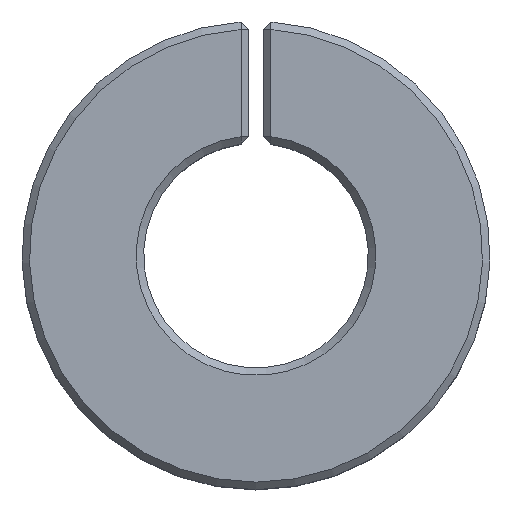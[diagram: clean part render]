
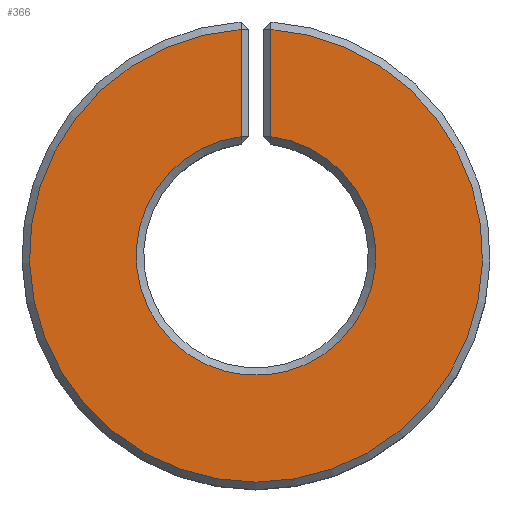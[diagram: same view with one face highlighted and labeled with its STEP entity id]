
A CAD part, top view. The second image highlights one B-rep face of the part: STEP entity #366.
In plain terms, the highlighted planar face has unit normal (0, 0, 1).
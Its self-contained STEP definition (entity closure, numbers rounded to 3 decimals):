
#21=CIRCLE('',#402,6.4);
#23=CIRCLE('',#407,12.1);
#54=FACE_OUTER_BOUND('',#80,.T.);
#80=EDGE_LOOP('',(#317,#318,#319,#320));
#107=LINE('',#612,#139);
#111=LINE('',#621,#143);
#139=VECTOR('',#483,10.);
#143=VECTOR('',#497,10.);
#154=VERTEX_POINT('',#520);
#157=VERTEX_POINT('',#529);
#160=VERTEX_POINT('',#538);
#166=VERTEX_POINT('',#556);
#215=EDGE_CURVE('',#157,#166,#107,.T.);
#217=EDGE_CURVE('',#166,#160,#21,.T.);
#221=EDGE_CURVE('',#160,#154,#111,.T.);
#223=EDGE_CURVE('',#154,#157,#23,.T.);
#317=ORIENTED_EDGE('',*,*,#217,.F.);
#318=ORIENTED_EDGE('',*,*,#215,.F.);
#319=ORIENTED_EDGE('',*,*,#223,.F.);
#320=ORIENTED_EDGE('',*,*,#221,.F.);
#340=PLANE('',#414);
#366=ADVANCED_FACE('',(#54),#340,.T.);
#402=AXIS2_PLACEMENT_3D('',#615,#487,#488);
#407=AXIS2_PLACEMENT_3D('',#624,#501,#502);
#414=AXIS2_PLACEMENT_3D('',#631,#515,#516);
#483=DIRECTION('',(0.,-1.,0.));
#487=DIRECTION('center_axis',(0.,0.,1.));
#488=DIRECTION('ref_axis',(1.,0.,0.));
#497=DIRECTION('',(0.,1.,0.));
#501=DIRECTION('center_axis',(0.,0.,-1.));
#502=DIRECTION('ref_axis',(1.,0.,0.));
#515=DIRECTION('center_axis',(0.,0.,1.));
#516=DIRECTION('ref_axis',(1.,0.,0.));
#520=CARTESIAN_POINT('',(0.8,12.074,12.));
#529=CARTESIAN_POINT('',(-0.8,12.074,12.));
#538=CARTESIAN_POINT('',(0.8,6.35,12.));
#556=CARTESIAN_POINT('',(-0.8,6.35,12.));
#612=CARTESIAN_POINT('',(-0.8,2.992,12.));
#615=CARTESIAN_POINT('Origin',(0.,0.,12.));
#621=CARTESIAN_POINT('',(0.8,6.245,12.));
#624=CARTESIAN_POINT('Origin',(0.,0.,12.));
#631=CARTESIAN_POINT('Origin',(0.,-0.003,12.));
